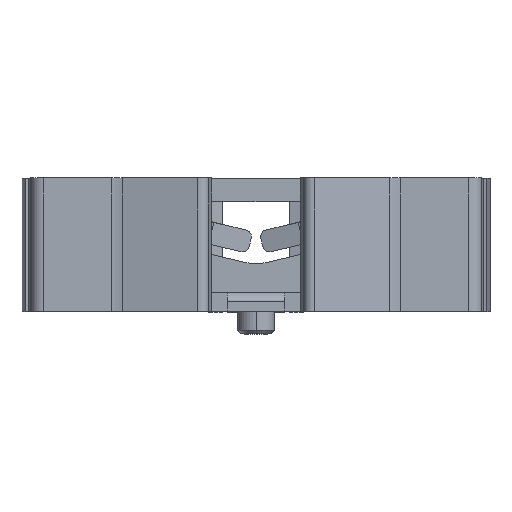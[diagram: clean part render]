
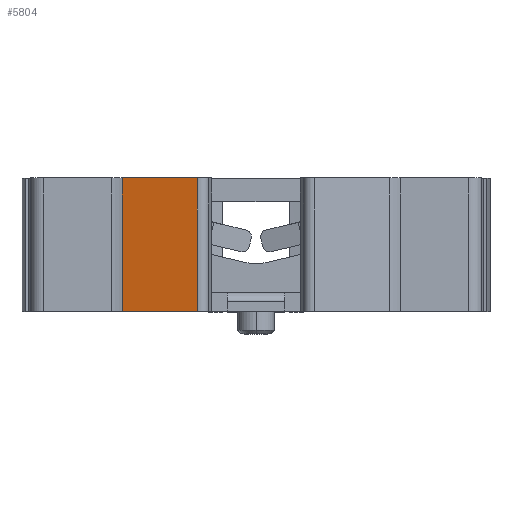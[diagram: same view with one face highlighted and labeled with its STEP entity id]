
A CAD part, top view. The second image highlights one B-rep face of the part: STEP entity #5804.
In plain terms, the highlighted planar face has unit normal (-0.224, 0, 0.975).
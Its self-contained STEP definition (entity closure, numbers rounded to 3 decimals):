
#24 = CARTESIAN_POINT ( 'NONE',  ( -1.849, 0., 7.133 ) ) ;
#291 = FACE_OUTER_BOUND ( 'NONE', #954, .T. ) ;
#954 = EDGE_LOOP ( 'NONE', ( #7380, #1248, #7547, #2179 ) ) ;
#1248 = ORIENTED_EDGE ( 'NONE', *, *, #2075, .F. ) ;
#1357 = EDGE_CURVE ( 'NONE', #3261, #1977, #3484, .T. ) ;
#1424 = CARTESIAN_POINT ( 'NONE',  ( -4.213, 4.2, 6.588 ) ) ;
#1715 = EDGE_CURVE ( 'NONE', #9155, #3261, #1936, .T. ) ;
#1863 = DIRECTION ( 'NONE',  ( 0.975, 0., 0.224 ) ) ;
#1936 = LINE ( 'NONE', #9514, #8935 ) ;
#1977 = VERTEX_POINT ( 'NONE', #24 ) ;
#2075 = EDGE_CURVE ( 'NONE', #6057, #1977, #6173, .T. ) ;
#2179 = ORIENTED_EDGE ( 'NONE', *, *, #1715, .T. ) ;
#2273 = CARTESIAN_POINT ( 'NONE',  ( -1.849, 4.2, 7.133 ) ) ;
#2477 = PLANE ( 'NONE',  #6686 ) ;
#2915 = LINE ( 'NONE', #6813, #5041 ) ;
#3261 = VERTEX_POINT ( 'NONE', #4347 ) ;
#3484 = LINE ( 'NONE', #4089, #6790 ) ;
#4089 = CARTESIAN_POINT ( 'NONE',  ( -1.653, 0., 7.178 ) ) ;
#4347 = CARTESIAN_POINT ( 'NONE',  ( -4.213, 0., 6.588 ) ) ;
#4695 = CARTESIAN_POINT ( 'NONE',  ( -1.849, 4.2, 7.133 ) ) ;
#5041 = VECTOR ( 'NONE', #8968, 1000. ) ;
#5501 = DIRECTION ( 'NONE',  ( -0.975, 0., -0.224 ) ) ;
#5702 = DIRECTION ( 'NONE',  ( 0., -1., 0. ) ) ;
#5804 = ADVANCED_FACE ( 'NONE', ( #291 ), #2477, .F. ) ;
#6057 = VERTEX_POINT ( 'NONE', #2273 ) ;
#6173 = LINE ( 'NONE', #4695, #6598 ) ;
#6598 = VECTOR ( 'NONE', #8431, 1000. ) ;
#6686 = AXIS2_PLACEMENT_3D ( 'NONE', #9276, #8344, #5501 ) ;
#6790 = VECTOR ( 'NONE', #1863, 1000. ) ;
#6813 = CARTESIAN_POINT ( 'NONE',  ( -1.653, 4.2, 7.178 ) ) ;
#7372 = EDGE_CURVE ( 'NONE', #9155, #6057, #2915, .T. ) ;
#7380 = ORIENTED_EDGE ( 'NONE', *, *, #1357, .T. ) ;
#7547 = ORIENTED_EDGE ( 'NONE', *, *, #7372, .F. ) ;
#8344 = DIRECTION ( 'NONE',  ( 0.224, 0., -0.975 ) ) ;
#8431 = DIRECTION ( 'NONE',  ( 0., -1., 0. ) ) ;
#8935 = VECTOR ( 'NONE', #5702, 1000. ) ;
#8968 = DIRECTION ( 'NONE',  ( 0.975, 0., 0.224 ) ) ;
#9155 = VERTEX_POINT ( 'NONE', #1424 ) ;
#9276 = CARTESIAN_POINT ( 'NONE',  ( -1.653, 4.2, 7.178 ) ) ;
#9514 = CARTESIAN_POINT ( 'NONE',  ( -4.213, 4.2, 6.588 ) ) ;
